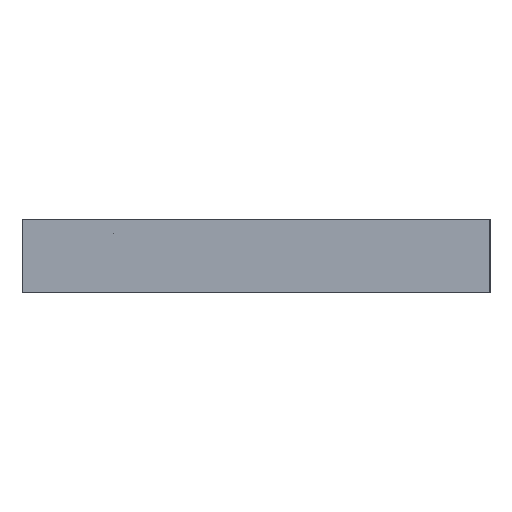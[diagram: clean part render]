
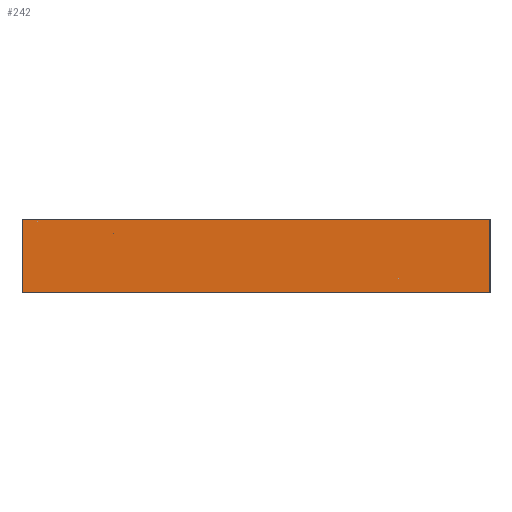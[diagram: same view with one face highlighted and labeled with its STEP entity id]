
A CAD part, left-side view. The second image highlights one B-rep face of the part: STEP entity #242.
In plain terms, the highlighted planar face has unit normal (-1, 0, 0).
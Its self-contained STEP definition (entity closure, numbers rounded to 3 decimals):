
#90 = LINE ( 'NONE', #217, #894 ) ;
#142 = EDGE_CURVE ( 'NONE', #999, #2092, #90, .T. ) ;
#217 = CARTESIAN_POINT ( 'NONE',  ( -120.2, 120., 15. ) ) ;
#242 = ADVANCED_FACE ( 'NONE', ( #1098 ), #1945, .F. ) ;
#290 = EDGE_LOOP ( 'NONE', ( #364, #778, #938, #1256 ) ) ;
#310 = VERTEX_POINT ( 'NONE', #1650 ) ;
#343 = CARTESIAN_POINT ( 'NONE',  ( -120.2, 120., 15. ) ) ;
#364 = ORIENTED_EDGE ( 'NONE', *, *, #512, .T. ) ;
#419 = EDGE_CURVE ( 'NONE', #999, #310, #1863, .T. ) ;
#512 = EDGE_CURVE ( 'NONE', #2092, #1775, #1383, .T. ) ;
#545 = VECTOR ( 'NONE', #726, 1000. ) ;
#663 = EDGE_CURVE ( 'NONE', #310, #1775, #1965, .T. ) ;
#726 = DIRECTION ( 'NONE',  ( 0., -1., 0. ) ) ;
#763 = VECTOR ( 'NONE', #1015, 1000. ) ;
#778 = ORIENTED_EDGE ( 'NONE', *, *, #663, .F. ) ;
#894 = VECTOR ( 'NONE', #1077, 1000. ) ;
#938 = ORIENTED_EDGE ( 'NONE', *, *, #419, .F. ) ;
#939 = DIRECTION ( 'NONE',  ( 0., 1., 0. ) ) ;
#999 = VERTEX_POINT ( 'NONE', #1891 ) ;
#1015 = DIRECTION ( 'NONE',  ( 0., -1., 0. ) ) ;
#1077 = DIRECTION ( 'NONE',  ( 0., 0., -1. ) ) ;
#1098 = FACE_OUTER_BOUND ( 'NONE', #290, .T. ) ;
#1123 = CARTESIAN_POINT ( 'NONE',  ( -120.2, -70., -15. ) ) ;
#1180 = CARTESIAN_POINT ( 'NONE',  ( -120.2, 120., -15. ) ) ;
#1256 = ORIENTED_EDGE ( 'NONE', *, *, #142, .T. ) ;
#1383 = LINE ( 'NONE', #1717, #545 ) ;
#1457 = DIRECTION ( 'NONE',  ( 0., 0., -1. ) ) ;
#1535 = VECTOR ( 'NONE', #1457, 1000. ) ;
#1630 = DIRECTION ( 'NONE',  ( 1., 0., 0. ) ) ;
#1650 = CARTESIAN_POINT ( 'NONE',  ( -120.2, -70., 15. ) ) ;
#1717 = CARTESIAN_POINT ( 'NONE',  ( -120.2, 120., -15. ) ) ;
#1765 = CARTESIAN_POINT ( 'NONE',  ( -120.2, -70., 15. ) ) ;
#1775 = VERTEX_POINT ( 'NONE', #1123 ) ;
#1783 = AXIS2_PLACEMENT_3D ( 'NONE', #1822, #1630, #939 ) ;
#1822 = CARTESIAN_POINT ( 'NONE',  ( -120.2, 120., 15. ) ) ;
#1863 = LINE ( 'NONE', #343, #763 ) ;
#1891 = CARTESIAN_POINT ( 'NONE',  ( -120.2, 120., 15. ) ) ;
#1945 = PLANE ( 'NONE',  #1783 ) ;
#1965 = LINE ( 'NONE', #1765, #1535 ) ;
#2092 = VERTEX_POINT ( 'NONE', #1180 ) ;
